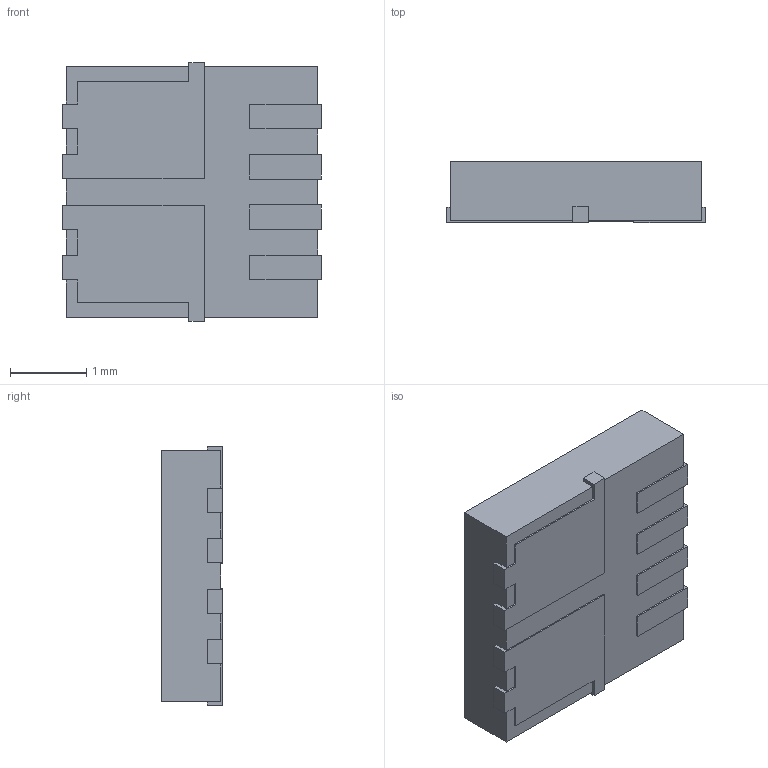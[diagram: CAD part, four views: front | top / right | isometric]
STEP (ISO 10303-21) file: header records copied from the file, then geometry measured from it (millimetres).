
FILE_DESCRIPTION (( 'STEP AP214' ), '1' );
FILE_NAME ('User Library-PowerPAK 1212-8S.STEP', '2022-03-24T12:23:39', ( '' ), ( '' ), 'SwSTEP 2.0', 'SolidWorks 2021', '' );
FILE_SCHEMA (( 'AUTOMOTIVE_DESIGN' ));
Length unit declared in the file: millimetre
Products named in the file (1): User Library-PowerPAK 1212-8S
Bounding box: 3.4 x 0.8 x 3.4 mm (x, y, z)
Volume: 8.6 mm3; surface area: 33.1 mm2
Topology: 1 solids, 1 shells, 69 faces, 198 edges, 132 vertices
Faces by surface type: plane 67, cylinder 2
Entity records: 3009 total; most frequent: CARTESIAN_POINT 400, ORIENTED_EDGE 396, DIRECTION 342, EDGE_CURVE 198, VECTOR 194, LINE 194, VERTEX_POINT 132, AXIS2_PLACEMENT_3D 74
